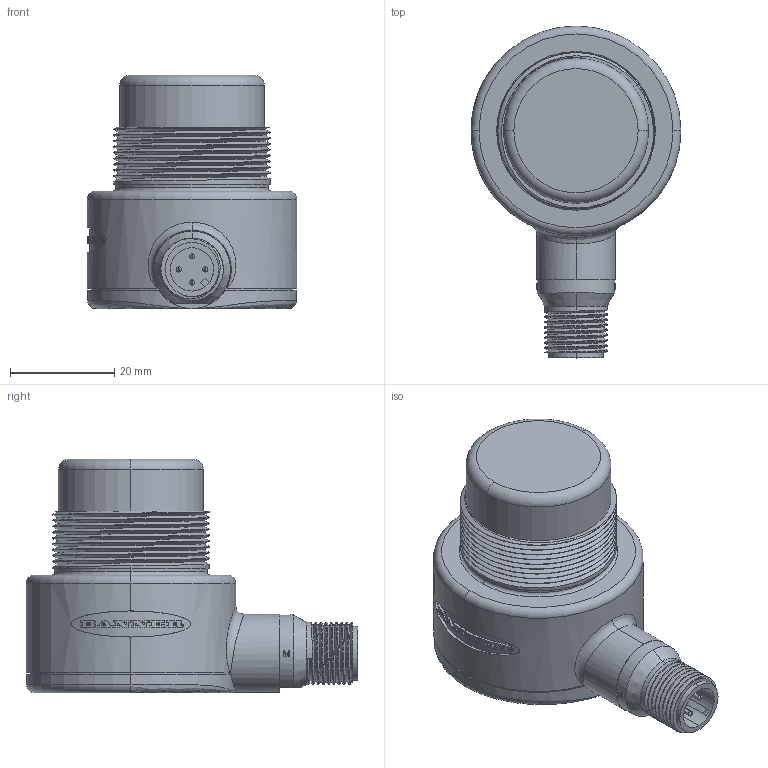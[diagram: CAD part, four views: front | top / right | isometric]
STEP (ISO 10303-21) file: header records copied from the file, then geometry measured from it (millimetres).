
FILE_DESCRIPTION((''),'2;1');
FILE_NAME('154440_SW','2010-10-19T',('banengservice'),('BANNER ENGINEERING'),'PRO/ENGINEER BY PARAMETRIC TECHNOLOGY CORPORATION, 2009141','PRO/ENGINEER BY PARAMETRIC TECHNOLOGY CORPORATION, 2009141','');
FILE_SCHEMA(('CONFIG_CONTROL_DESIGN'));
Length unit declared in the file: inch
Products named in the file (1): 154440_SW
Bounding box: 40.18 x 63.56 x 44.7 mm (x, y, z)
Volume: 13001.4 mm3; surface area: 18996.1 mm2
Topology: 1 solids, 2 shells, 576 faces, 1516 edges, 989 vertices
Faces by surface type: plane 224, extrusion 152, cylinder 143, bspline 25, cone 18, torus 13, sphere 1
Entity records: 27832 total; most frequent: CARTESIAN_POINT 14213, ORIENTED_EDGE 3024, DIRECTION 2378, EDGE_CURVE 1512, VERTEX_POINT 989, VECTOR 820, AXIS2_PLACEMENT_3D 779, LINE 668
